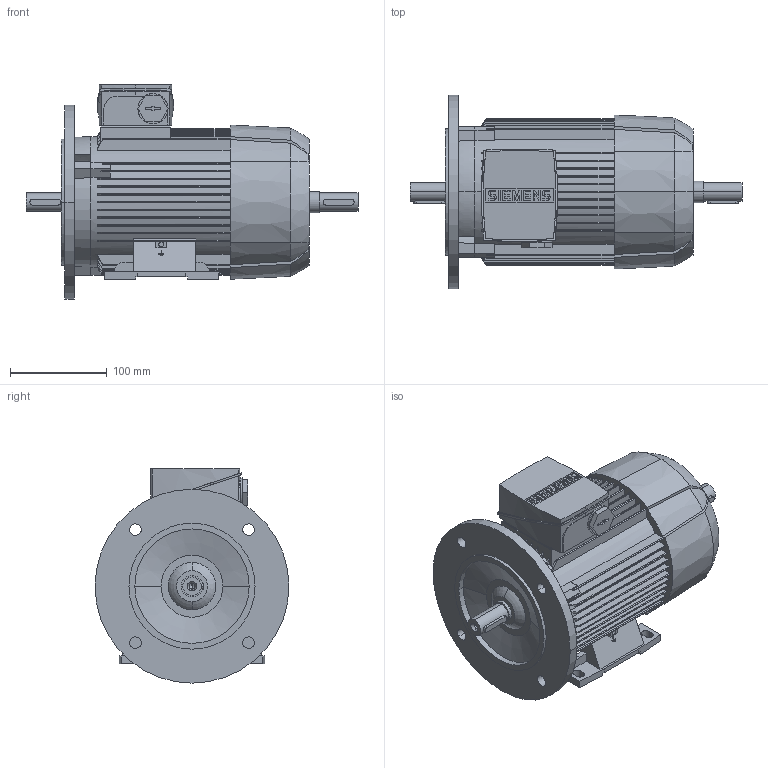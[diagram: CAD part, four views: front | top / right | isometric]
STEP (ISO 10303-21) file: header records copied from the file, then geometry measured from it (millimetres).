
FILE_DESCRIPTION(('STEP AP214'),'1');
FILE_NAME('cctmp_82598A16-09EC-429E-9C89-17B28E1852AE_2023_06_26_13_53_05_0494..stp','2023-06-26T11:53:05',('SIEMENS A&D'),('CADClick - www.CADClick.com'),'Spatial InterOp 3D',' ','unknown authorization');
FILE_SCHEMA(('AUTOMOTIVE_DESIGN'));
Length unit declared in the file: millimetre
Products named in the file (1): 1
Bounding box: 342.5 x 200 x 221 mm (x, y, z)
Volume: 4612683.4 mm3; surface area: 330695.2 mm2
Topology: 7 solids, 7 shells, 676 faces, 1893 edges, 1242 vertices
Faces by surface type: plane 415, cylinder 183, torus 56, cone 22
Entity records: 29008 total; most frequent: CARTESIAN_POINT 6021, ORIENTED_EDGE 3754, DIRECTION 3575, EDGE_CURVE 1877, VERTEX_POINT 1242, AXIS2_PLACEMENT_3D 1195, LINE 1185, VECTOR 1185
